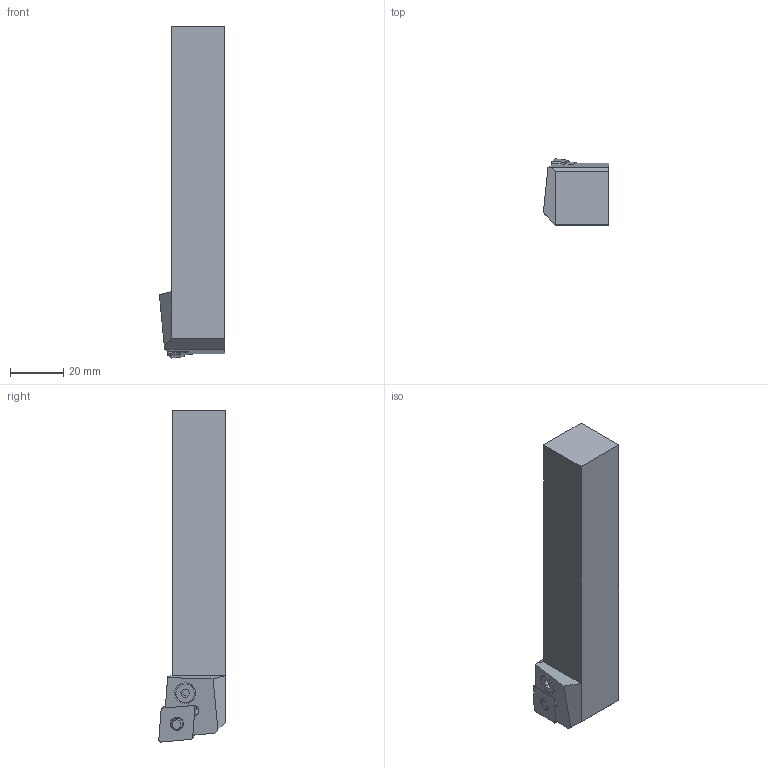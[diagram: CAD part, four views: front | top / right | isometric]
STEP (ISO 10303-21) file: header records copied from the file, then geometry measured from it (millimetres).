
FILE_DESCRIPTION(('PCLNL2020K12'),'2;1');
FILE_NAME('PCLNL2020K12.stp','2015-03-30T09:22:16',('Eli'),('EINES CANELA'),'Autodesk Inventor 2013','Autodesk Inventor 2013','');
FILE_SCHEMA(('AUTOMOTIVE_DESIGN { 1 2 10303 214 0 1 1 1 }'));
Length unit declared in the file: millimetre
Products named in the file (6): PCLNL2020K12; 1648_MIR; 3612_MIR; CNMG 120408_MIR; 8012_MIR
Assembly tree (5 placements, depth 2):
  PCLNL2020K12
    PCLNL2020K12
    1648_MIR
    3612_MIR
    CNMG 120408_MIR
    8012_MIR
Bounding box: 24.59 x 24.99 x 124.99 mm (x, y, z)
Volume: 51288.4 mm3; surface area: 13352.6 mm2
Topology: 5 solids, 5 shells, 357 faces, 954 edges, 630 vertices
Faces by surface type: plane 225, bspline 100, cylinder 23, cone 9
Full cylindrical faces by diameter (mm): 3.7 x1, 4 x1, 5 x1, 7 x1, 8 x2
Entity records: 12172 total; most frequent: CARTESIAN_POINT 3613, ORIENTED_EDGE 1876, DIRECTION 1340, EDGE_CURVE 938, VECTOR 674, LINE 674, VERTEX_POINT 626, EDGE_LOOP 396
